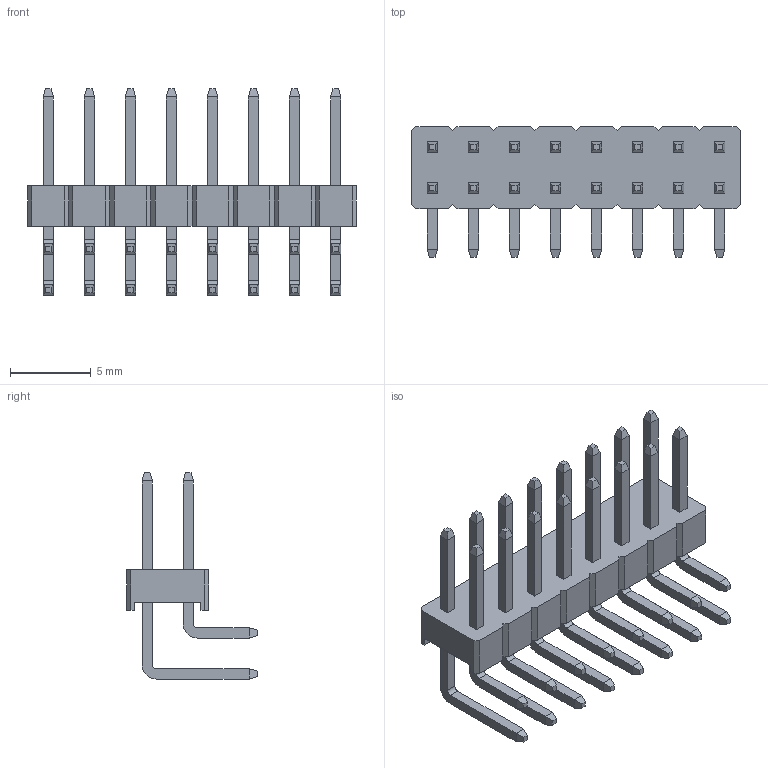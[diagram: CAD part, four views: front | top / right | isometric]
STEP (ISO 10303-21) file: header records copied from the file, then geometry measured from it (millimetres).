
FILE_DESCRIPTION (( 'STEP AP214' ), '1' );
FILE_NAME ('76449856-4169-4884-AD67-B4381307CEA5.STEP', '2023-03-09T21:59:18', ( '' ), ( '' ), 'SwSTEP 2.0', 'SolidWorks 2022', '' );
FILE_SCHEMA (( 'AUTOMOTIVE_DESIGN' ));
Length unit declared in the file: millimetre
Products named in the file (1): 76449856-4169-4884-AD67-B4381307CEA5
Bounding box: 20.32 x 8.08 x 12.76 mm (x, y, z)
Volume: 306.2 mm3; surface area: 928.4 mm2
Topology: 1 solids, 1 shells, 408 faces, 994 edges, 620 vertices
Faces by surface type: plane 376, cylinder 32
Entity records: 12248 total; most frequent: CARTESIAN_POINT 2023, ORIENTED_EDGE 1988, DIRECTION 1876, EDGE_CURVE 994, LINE 930, VECTOR 930, VERTEX_POINT 620, AXIS2_PLACEMENT_3D 473
